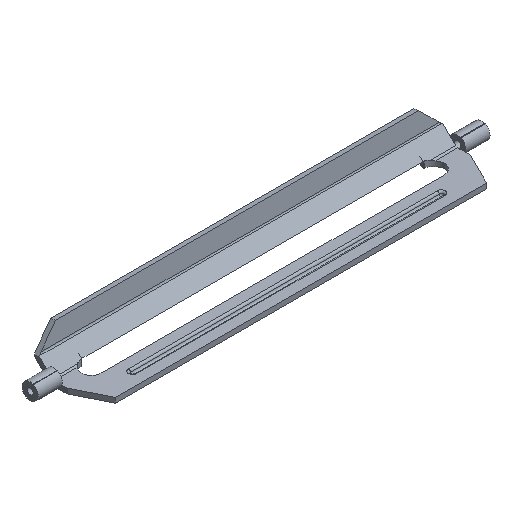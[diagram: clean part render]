
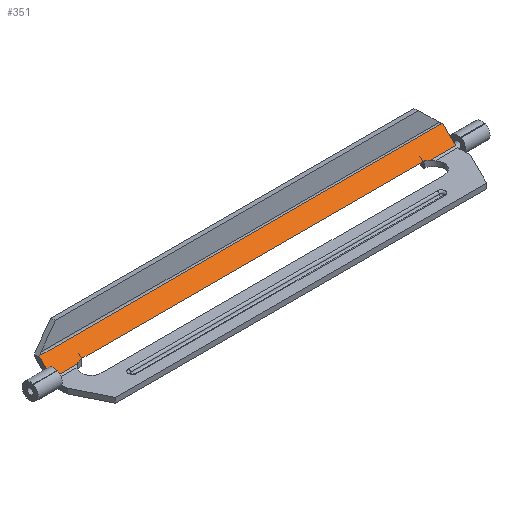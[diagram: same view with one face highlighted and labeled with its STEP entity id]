
A CAD part, isometric view. The second image highlights one B-rep face of the part: STEP entity #351.
In plain terms, the highlighted planar face has unit normal (0, -0.707, 0.707).
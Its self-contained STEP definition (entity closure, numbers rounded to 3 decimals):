
#60=CARTESIAN_POINT('Vertex',(3.85,6.,0.884)) ;
#104=CARTESIAN_POINT('Line Origine',(3.8,6.,0.884)) ;
#108=CARTESIAN_POINT('Vertex',(3.75,6.,0.884)) ;
#229=CARTESIAN_POINT('Axis2P3D Location',(0.,7.54,2.424)) ;
#234=CARTESIAN_POINT('Line Origine',(0.,6.938,1.822)) ;
#238=CARTESIAN_POINT('Vertex',(0.,7.37,2.254)) ;
#240=CARTESIAN_POINT('Vertex',(0.,6.506,1.39)) ;
#243=CARTESIAN_POINT('Line Origine',(0.,6.179,1.063)) ;
#247=CARTESIAN_POINT('Vertex',(0.,5.851,0.735)) ;
#250=CARTESIAN_POINT('Line Origine',(1.579,5.851,0.735)) ;
#254=CARTESIAN_POINT('Vertex',(3.158,5.851,0.735)) ;
#258=CARTESIAN_POINT('Control Point',(3.75,6.,0.884)) ;
#259=CARTESIAN_POINT('Control Point',(3.697,6.,0.884)) ;
#260=CARTESIAN_POINT('Control Point',(3.644,5.997,0.881)) ;
#261=CARTESIAN_POINT('Control Point',(3.592,5.992,0.875)) ;
#262=CARTESIAN_POINT('Control Point',(3.467,5.972,0.855)) ;
#263=CARTESIAN_POINT('Control Point',(3.348,5.937,0.821)) ;
#264=CARTESIAN_POINT('Control Point',(3.281,5.912,0.796)) ;
#265=CARTESIAN_POINT('Control Point',(3.218,5.883,0.767)) ;
#266=CARTESIAN_POINT('Control Point',(3.158,5.851,0.735)) ;
#268=CARTESIAN_POINT('Line Origine',(25.,6.,0.884)) ;
#272=CARTESIAN_POINT('Vertex',(46.15,6.,0.884)) ;
#275=CARTESIAN_POINT('Line Origine',(46.2,6.,0.884)) ;
#279=CARTESIAN_POINT('Vertex',(46.25,6.,0.884)) ;
#283=CARTESIAN_POINT('Control Point',(46.25,6.,0.884)) ;
#284=CARTESIAN_POINT('Control Point',(46.303,6.,0.884)) ;
#285=CARTESIAN_POINT('Control Point',(46.356,5.997,0.881)) ;
#286=CARTESIAN_POINT('Control Point',(46.408,5.992,0.875)) ;
#287=CARTESIAN_POINT('Control Point',(46.533,5.972,0.855)) ;
#288=CARTESIAN_POINT('Control Point',(46.652,5.937,0.821)) ;
#289=CARTESIAN_POINT('Control Point',(46.719,5.912,0.796)) ;
#290=CARTESIAN_POINT('Control Point',(46.782,5.883,0.767)) ;
#291=CARTESIAN_POINT('Control Point',(46.842,5.851,0.735)) ;
#292=CARTESIAN_POINT('Vertex',(46.842,5.851,0.735)) ;
#295=CARTESIAN_POINT('Line Origine',(48.421,5.851,0.735)) ;
#299=CARTESIAN_POINT('Vertex',(50.,5.851,0.735)) ;
#302=CARTESIAN_POINT('Line Origine',(50.,6.179,1.063)) ;
#306=CARTESIAN_POINT('Vertex',(50.,6.506,1.39)) ;
#309=CARTESIAN_POINT('Line Origine',(50.,6.938,1.822)) ;
#313=CARTESIAN_POINT('Vertex',(50.,7.37,2.254)) ;
#316=CARTESIAN_POINT('Line Origine',(49.95,7.413,2.297)) ;
#320=CARTESIAN_POINT('Vertex',(49.9,7.456,2.34)) ;
#323=CARTESIAN_POINT('Line Origine',(25.,7.456,2.34)) ;
#327=CARTESIAN_POINT('Vertex',(0.1,7.456,2.34)) ;
#330=CARTESIAN_POINT('Line Origine',(0.05,7.413,2.297)) ;
#105=DIRECTION('Vector Direction',(-1.,0.,0.)) ;
#230=DIRECTION('Axis2P3D Direction',(0.,-0.707,0.707)) ;
#231=DIRECTION('Axis2P3D XDirection',(0.,-0.707,-0.707)) ;
#235=DIRECTION('Vector Direction',(0.,-0.707,-0.707)) ;
#244=DIRECTION('Vector Direction',(0.,-0.707,-0.707)) ;
#251=DIRECTION('Vector Direction',(1.,0.,0.)) ;
#269=DIRECTION('Vector Direction',(-1.,0.,0.)) ;
#276=DIRECTION('Vector Direction',(-1.,0.,0.)) ;
#296=DIRECTION('Vector Direction',(1.,0.,0.)) ;
#303=DIRECTION('Vector Direction',(0.,-0.707,-0.707)) ;
#310=DIRECTION('Vector Direction',(0.,-0.707,-0.707)) ;
#317=DIRECTION('Vector Direction',(-0.634,0.547,0.547)) ;
#324=DIRECTION('Vector Direction',(1.,0.,0.)) ;
#331=DIRECTION('Vector Direction',(0.634,0.547,0.547)) ;
#232=AXIS2_PLACEMENT_3D('Plane Axis2P3D',#229,#230,#231) ;
#336=ORIENTED_EDGE('',*,*,#242,.T.) ;
#337=ORIENTED_EDGE('',*,*,#249,.T.) ;
#338=ORIENTED_EDGE('',*,*,#256,.F.) ;
#339=ORIENTED_EDGE('',*,*,#267,.F.) ;
#340=ORIENTED_EDGE('',*,*,#110,.F.) ;
#341=ORIENTED_EDGE('',*,*,#274,.F.) ;
#342=ORIENTED_EDGE('',*,*,#281,.F.) ;
#343=ORIENTED_EDGE('',*,*,#294,.T.) ;
#344=ORIENTED_EDGE('',*,*,#301,.F.) ;
#345=ORIENTED_EDGE('',*,*,#308,.F.) ;
#346=ORIENTED_EDGE('',*,*,#315,.F.) ;
#347=ORIENTED_EDGE('',*,*,#322,.F.) ;
#348=ORIENTED_EDGE('',*,*,#329,.T.) ;
#349=ORIENTED_EDGE('',*,*,#334,.F.) ;
#106=VECTOR('Line Direction',#105,1.) ;
#236=VECTOR('Line Direction',#235,1.) ;
#245=VECTOR('Line Direction',#244,1.) ;
#252=VECTOR('Line Direction',#251,1.) ;
#270=VECTOR('Line Direction',#269,1.) ;
#277=VECTOR('Line Direction',#276,1.) ;
#297=VECTOR('Line Direction',#296,1.) ;
#304=VECTOR('Line Direction',#303,1.) ;
#311=VECTOR('Line Direction',#310,1.) ;
#318=VECTOR('Line Direction',#317,1.) ;
#325=VECTOR('Line Direction',#324,1.) ;
#332=VECTOR('Line Direction',#331,1.) ;
#351=ADVANCED_FACE('Corps principal',(#350),#233,.T.) ;
#257=B_SPLINE_CURVE_WITH_KNOTS('',5,(#258,#259,#260,#261,#262,#263,#264,#265,#266),.UNSPECIFIED.,.F.,.U.,(6,3,6),(0.,0.374,0.905),.UNSPECIFIED.) ;
#282=B_SPLINE_CURVE_WITH_KNOTS('',5,(#283,#284,#285,#286,#287,#288,#289,#290,#291),.UNSPECIFIED.,.F.,.U.,(6,3,6),(0.,0.374,0.905),.UNSPECIFIED.) ;
#110=EDGE_CURVE('',#61,#109,#107,.T.) ;
#242=EDGE_CURVE('',#239,#241,#237,.T.) ;
#249=EDGE_CURVE('',#241,#248,#246,.T.) ;
#256=EDGE_CURVE('',#255,#248,#253,.F.) ;
#267=EDGE_CURVE('',#109,#255,#257,.T.) ;
#274=EDGE_CURVE('',#273,#61,#271,.T.) ;
#281=EDGE_CURVE('',#280,#273,#278,.T.) ;
#294=EDGE_CURVE('',#280,#293,#282,.T.) ;
#301=EDGE_CURVE('',#300,#293,#298,.F.) ;
#308=EDGE_CURVE('',#307,#300,#305,.T.) ;
#315=EDGE_CURVE('',#314,#307,#312,.T.) ;
#322=EDGE_CURVE('',#321,#314,#319,.F.) ;
#329=EDGE_CURVE('',#321,#328,#326,.F.) ;
#334=EDGE_CURVE('',#239,#328,#333,.T.) ;
#335=EDGE_LOOP('',(#336,#337,#338,#339,#340,#341,#342,#343,#344,#345,#346,#347,#348,#349)) ;
#350=FACE_OUTER_BOUND('',#335,.T.) ;
#107=LINE('Line',#104,#106) ;
#237=LINE('Line',#234,#236) ;
#246=LINE('Line',#243,#245) ;
#253=LINE('Line',#250,#252) ;
#271=LINE('Line',#268,#270) ;
#278=LINE('Line',#275,#277) ;
#298=LINE('Line',#295,#297) ;
#305=LINE('Line',#302,#304) ;
#312=LINE('Line',#309,#311) ;
#319=LINE('Line',#316,#318) ;
#326=LINE('Line',#323,#325) ;
#333=LINE('Line',#330,#332) ;
#233=PLANE('',#232) ;
#61=VERTEX_POINT('',#60) ;
#109=VERTEX_POINT('',#108) ;
#239=VERTEX_POINT('',#238) ;
#241=VERTEX_POINT('',#240) ;
#248=VERTEX_POINT('',#247) ;
#255=VERTEX_POINT('',#254) ;
#273=VERTEX_POINT('',#272) ;
#280=VERTEX_POINT('',#279) ;
#293=VERTEX_POINT('',#292) ;
#300=VERTEX_POINT('',#299) ;
#307=VERTEX_POINT('',#306) ;
#314=VERTEX_POINT('',#313) ;
#321=VERTEX_POINT('',#320) ;
#328=VERTEX_POINT('',#327) ;
